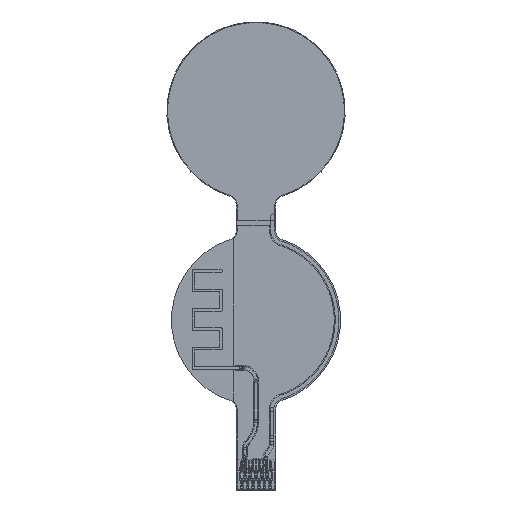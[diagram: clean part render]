
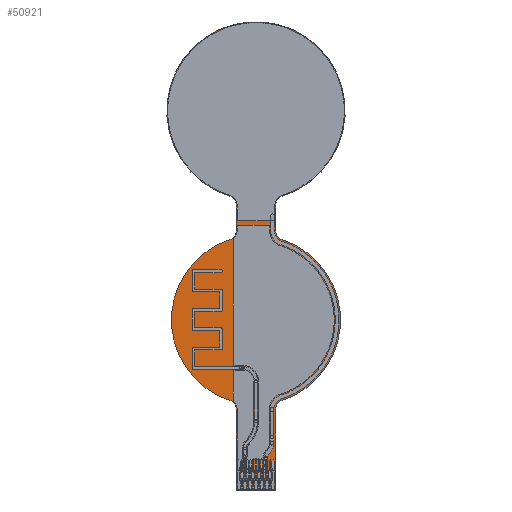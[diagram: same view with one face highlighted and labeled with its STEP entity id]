
A CAD part, top view. The second image highlights one B-rep face of the part: STEP entity #50921.
In plain terms, the highlighted planar face has unit normal (0, 0, 1).
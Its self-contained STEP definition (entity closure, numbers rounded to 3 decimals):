
#49942 = VERTEX_POINT('',#49943);
#49943 = CARTESIAN_POINT('',(4.095,32.286,0.106));
#49949 = EDGE_CURVE('',#49942,#49950,#49952,.T.);
#49950 = VERTEX_POINT('',#49951);
#49951 = CARTESIAN_POINT('',(9.705,32.286,0.106));
#49952 = CIRCLE('',#49953,9.5);
#49953 = AXIS2_PLACEMENT_3D('',#49954,#49955,#49956);
#49954 = CARTESIAN_POINT('',(6.9,41.362,0.106));
#49955 = DIRECTION('',(0.,0.,-1.));
#49956 = DIRECTION('',(-0.295,-0.955,-0.));
#49982 = EDGE_CURVE('',#49950,#49983,#49985,.T.);
#49983 = VERTEX_POINT('',#49984);
#49984 = CARTESIAN_POINT('',(9.,31.33,0.106));
#49985 = CIRCLE('',#49986,1.);
#49986 = AXIS2_PLACEMENT_3D('',#49987,#49988,#49989);
#49987 = CARTESIAN_POINT('',(10.,31.33,0.106));
#49988 = DIRECTION('',(0.,0.,1.));
#49989 = DIRECTION('',(-0.295,0.955,0.));
#50015 = EDGE_CURVE('',#49983,#50016,#50018,.T.);
#50016 = VERTEX_POINT('',#50017);
#50017 = CARTESIAN_POINT('',(9.,31.016,0.106));
#50018 = LINE('',#50019,#50020);
#50019 = CARTESIAN_POINT('',(9.,31.33,0.106));
#50020 = VECTOR('',#50021,1.);
#50021 = DIRECTION('',(0.,-1.,0.));
#50046 = EDGE_CURVE('',#50016,#50047,#50049,.T.);
#50047 = VERTEX_POINT('',#50048);
#50048 = CARTESIAN_POINT('',(9.,29.916,0.106));
#50049 = LINE('',#50050,#50051);
#50050 = CARTESIAN_POINT('',(9.,31.016,0.106));
#50051 = VECTOR('',#50052,1.);
#50052 = DIRECTION('',(0.,-1.,0.));
#50077 = EDGE_CURVE('',#50047,#50078,#50080,.T.);
#50078 = VERTEX_POINT('',#50079);
#50079 = CARTESIAN_POINT('',(9.,28.604,0.106));
#50080 = LINE('',#50081,#50082);
#50081 = CARTESIAN_POINT('',(9.,29.916,0.106));
#50082 = VECTOR('',#50083,1.);
#50083 = DIRECTION('',(0.,-1.,0.));
#50108 = EDGE_CURVE('',#50078,#50109,#50111,.T.);
#50109 = VERTEX_POINT('',#50110);
#50110 = CARTESIAN_POINT('',(9.69,27.653,0.106));
#50111 = CIRCLE('',#50112,1.);
#50112 = AXIS2_PLACEMENT_3D('',#50113,#50114,#50115);
#50113 = CARTESIAN_POINT('',(10.,28.604,0.106));
#50114 = DIRECTION('',(0.,0.,1.));
#50115 = DIRECTION('',(-1.,0.,0.));
#50141 = EDGE_CURVE('',#50109,#50142,#50144,.T.);
#50142 = VERTEX_POINT('',#50143);
#50143 = CARTESIAN_POINT('',(9.69,10.54,0.106));
#50144 = CIRCLE('',#50145,9.);
#50145 = AXIS2_PLACEMENT_3D('',#50146,#50147,#50148);
#50146 = CARTESIAN_POINT('',(6.9,19.096,0.106));
#50147 = DIRECTION('',(0.,0.,-1.));
#50148 = DIRECTION('',(0.31,0.951,0.));
#50174 = EDGE_CURVE('',#50142,#50175,#50177,.T.);
#50175 = VERTEX_POINT('',#50176);
#50176 = CARTESIAN_POINT('',(9.,9.589,0.106));
#50177 = CIRCLE('',#50178,1.);
#50178 = AXIS2_PLACEMENT_3D('',#50179,#50180,#50181);
#50179 = CARTESIAN_POINT('',(10.,9.589,0.106));
#50180 = DIRECTION('',(0.,0.,1.));
#50181 = DIRECTION('',(-0.31,0.951,0.));
#50207 = EDGE_CURVE('',#50175,#50208,#50210,.T.);
#50208 = VERTEX_POINT('',#50209);
#50209 = CARTESIAN_POINT('',(9.,8.277,0.106));
#50210 = LINE('',#50211,#50212);
#50211 = CARTESIAN_POINT('',(9.,9.589,0.106));
#50212 = VECTOR('',#50213,1.);
#50213 = DIRECTION('',(0.,-1.,0.));
#50238 = EDGE_CURVE('',#50208,#50239,#50241,.T.);
#50239 = VERTEX_POINT('',#50240);
#50240 = CARTESIAN_POINT('',(9.,6.743,0.106));
#50241 = LINE('',#50242,#50243);
#50242 = CARTESIAN_POINT('',(9.,8.277,0.106));
#50243 = VECTOR('',#50244,1.);
#50244 = DIRECTION('',(0.,-1.,0.));
#50269 = EDGE_CURVE('',#50239,#50270,#50272,.T.);
#50270 = VERTEX_POINT('',#50271);
#50271 = CARTESIAN_POINT('',(9.,4.607,0.106));
#50272 = LINE('',#50273,#50274);
#50273 = CARTESIAN_POINT('',(9.,6.743,0.106));
#50274 = VECTOR('',#50275,1.);
#50275 = DIRECTION('',(0.,-1.,0.));
#50300 = EDGE_CURVE('',#50270,#50301,#50303,.T.);
#50301 = VERTEX_POINT('',#50302);
#50302 = CARTESIAN_POINT('',(9.,3.75,0.106));
#50303 = LINE('',#50304,#50305);
#50304 = CARTESIAN_POINT('',(9.,4.607,0.106));
#50305 = VECTOR('',#50306,1.);
#50306 = DIRECTION('',(0.,-1.,0.));
#50331 = EDGE_CURVE('',#50301,#50332,#50334,.T.);
#50332 = VERTEX_POINT('',#50333);
#50333 = CARTESIAN_POINT('',(9.,3.205,0.106));
#50334 = LINE('',#50335,#50336);
#50335 = CARTESIAN_POINT('',(9.,3.75,0.106));
#50336 = VECTOR('',#50337,1.);
#50337 = DIRECTION('',(0.,-1.,0.));
#50362 = EDGE_CURVE('',#50332,#50363,#50365,.T.);
#50363 = VERTEX_POINT('',#50364);
#50364 = CARTESIAN_POINT('',(9.,1.,0.106));
#50365 = LINE('',#50366,#50367);
#50366 = CARTESIAN_POINT('',(9.,3.205,0.106));
#50367 = VECTOR('',#50368,1.);
#50368 = DIRECTION('',(0.,-1.,0.));
#50393 = EDGE_CURVE('',#50363,#50394,#50396,.T.);
#50394 = VERTEX_POINT('',#50395);
#50395 = CARTESIAN_POINT('',(4.8,1.,0.106));
#50396 = LINE('',#50397,#50398);
#50397 = CARTESIAN_POINT('',(9.,1.,0.106));
#50398 = VECTOR('',#50399,1.);
#50399 = DIRECTION('',(-1.,0.,0.));
#50424 = EDGE_CURVE('',#50394,#50425,#50427,.T.);
#50425 = VERTEX_POINT('',#50426);
#50426 = CARTESIAN_POINT('',(4.8,3.205,0.106));
#50427 = LINE('',#50428,#50429);
#50428 = CARTESIAN_POINT('',(4.8,1.,0.106));
#50429 = VECTOR('',#50430,1.);
#50430 = DIRECTION('',(0.,1.,0.));
#50455 = EDGE_CURVE('',#50425,#50456,#50458,.T.);
#50456 = VERTEX_POINT('',#50457);
#50457 = CARTESIAN_POINT('',(4.8,3.75,0.106));
#50458 = LINE('',#50459,#50460);
#50459 = CARTESIAN_POINT('',(4.8,3.205,0.106));
#50460 = VECTOR('',#50461,1.);
#50461 = DIRECTION('',(0.,1.,0.));
#50486 = EDGE_CURVE('',#50456,#50487,#50489,.T.);
#50487 = VERTEX_POINT('',#50488);
#50488 = CARTESIAN_POINT('',(4.8,4.607,0.106));
#50489 = LINE('',#50490,#50491);
#50490 = CARTESIAN_POINT('',(4.8,3.75,0.106));
#50491 = VECTOR('',#50492,1.);
#50492 = DIRECTION('',(0.,1.,0.));
#50517 = EDGE_CURVE('',#50487,#50518,#50520,.T.);
#50518 = VERTEX_POINT('',#50519);
#50519 = CARTESIAN_POINT('',(4.8,6.743,0.106));
#50520 = LINE('',#50521,#50522);
#50521 = CARTESIAN_POINT('',(4.8,4.607,0.106));
#50522 = VECTOR('',#50523,1.);
#50523 = DIRECTION('',(0.,1.,0.));
#50548 = EDGE_CURVE('',#50518,#50549,#50551,.T.);
#50549 = VERTEX_POINT('',#50550);
#50550 = CARTESIAN_POINT('',(4.8,8.277,0.106));
#50551 = LINE('',#50552,#50553);
#50552 = CARTESIAN_POINT('',(4.8,6.743,0.106));
#50553 = VECTOR('',#50554,1.);
#50554 = DIRECTION('',(0.,1.,0.));
#50579 = EDGE_CURVE('',#50549,#50580,#50582,.T.);
#50580 = VERTEX_POINT('',#50581);
#50581 = CARTESIAN_POINT('',(4.8,9.589,0.106));
#50582 = LINE('',#50583,#50584);
#50583 = CARTESIAN_POINT('',(4.8,8.277,0.106));
#50584 = VECTOR('',#50585,1.);
#50585 = DIRECTION('',(0.,1.,0.));
#50610 = EDGE_CURVE('',#50580,#50611,#50613,.T.);
#50611 = VERTEX_POINT('',#50612);
#50612 = CARTESIAN_POINT('',(4.8,9.589,0.106));
#50613 = LINE('',#50614,#50615);
#50614 = CARTESIAN_POINT('',(4.8,9.589,0.106));
#50615 = VECTOR('',#50616,1.);
#50616 = DIRECTION('',(-1.,0.,0.));
#50641 = EDGE_CURVE('',#50611,#50642,#50644,.T.);
#50642 = VERTEX_POINT('',#50643);
#50643 = CARTESIAN_POINT('',(4.11,10.54,0.106));
#50644 = CIRCLE('',#50645,1.);
#50645 = AXIS2_PLACEMENT_3D('',#50646,#50647,#50648);
#50646 = CARTESIAN_POINT('',(3.8,9.589,0.106));
#50647 = DIRECTION('',(0.,0.,1.));
#50648 = DIRECTION('',(1.,0.,0.));
#50674 = EDGE_CURVE('',#50642,#50675,#50677,.T.);
#50675 = VERTEX_POINT('',#50676);
#50676 = CARTESIAN_POINT('',(4.11,27.653,0.106));
#50677 = CIRCLE('',#50678,9.);
#50678 = AXIS2_PLACEMENT_3D('',#50679,#50680,#50681);
#50679 = CARTESIAN_POINT('',(6.9,19.096,0.106));
#50680 = DIRECTION('',(0.,0.,-1.));
#50681 = DIRECTION('',(-0.31,-0.951,-0.));
#50707 = EDGE_CURVE('',#50675,#50708,#50710,.T.);
#50708 = VERTEX_POINT('',#50709);
#50709 = CARTESIAN_POINT('',(4.8,28.604,0.106));
#50710 = CIRCLE('',#50711,1.);
#50711 = AXIS2_PLACEMENT_3D('',#50712,#50713,#50714);
#50712 = CARTESIAN_POINT('',(3.8,28.604,0.106));
#50713 = DIRECTION('',(0.,0.,1.));
#50714 = DIRECTION('',(0.31,-0.951,0.));
#50740 = EDGE_CURVE('',#50708,#50741,#50743,.T.);
#50741 = VERTEX_POINT('',#50742);
#50742 = CARTESIAN_POINT('',(4.8,29.916,0.106));
#50743 = LINE('',#50744,#50745);
#50744 = CARTESIAN_POINT('',(4.8,28.604,0.106));
#50745 = VECTOR('',#50746,1.);
#50746 = DIRECTION('',(0.,1.,0.));
#50771 = EDGE_CURVE('',#50741,#50772,#50774,.T.);
#50772 = VERTEX_POINT('',#50773);
#50773 = CARTESIAN_POINT('',(4.8,31.016,0.106));
#50774 = LINE('',#50775,#50776);
#50775 = CARTESIAN_POINT('',(4.8,29.916,0.106));
#50776 = VECTOR('',#50777,1.);
#50777 = DIRECTION('',(0.,1.,0.));
#50802 = EDGE_CURVE('',#50772,#50803,#50805,.T.);
#50803 = VERTEX_POINT('',#50804);
#50804 = CARTESIAN_POINT('',(4.8,31.33,0.106));
#50805 = LINE('',#50806,#50807);
#50806 = CARTESIAN_POINT('',(4.8,31.016,0.106));
#50807 = VECTOR('',#50808,1.);
#50808 = DIRECTION('',(0.,1.,0.));
#50833 = EDGE_CURVE('',#50803,#50834,#50836,.T.);
#50834 = VERTEX_POINT('',#50835);
#50835 = CARTESIAN_POINT('',(4.8,31.33,0.106));
#50836 = LINE('',#50837,#50838);
#50837 = CARTESIAN_POINT('',(4.8,31.33,0.106));
#50838 = VECTOR('',#50839,1.);
#50839 = DIRECTION('',(-1.,0.,0.));
#50864 = EDGE_CURVE('',#50834,#49942,#50865,.T.);
#50865 = CIRCLE('',#50866,1.);
#50866 = AXIS2_PLACEMENT_3D('',#50867,#50868,#50869);
#50867 = CARTESIAN_POINT('',(3.8,31.33,0.106));
#50868 = DIRECTION('',(0.,0.,1.));
#50869 = DIRECTION('',(1.,0.,0.));
#50921 = ADVANCED_FACE('',(#50922),#50954,.T.);
#50922 = FACE_BOUND('',#50923,.F.);
#50923 = EDGE_LOOP('',(#50924,#50925,#50926,#50927,#50928,#50929,#50930,
    #50931,#50932,#50933,#50934,#50935,#50936,#50937,#50938,#50939,
    #50940,#50941,#50942,#50943,#50944,#50945,#50946,#50947,#50948,
    #50949,#50950,#50951,#50952,#50953));
#50924 = ORIENTED_EDGE('',*,*,#49949,.T.);
#50925 = ORIENTED_EDGE('',*,*,#49982,.T.);
#50926 = ORIENTED_EDGE('',*,*,#50015,.T.);
#50927 = ORIENTED_EDGE('',*,*,#50046,.T.);
#50928 = ORIENTED_EDGE('',*,*,#50077,.T.);
#50929 = ORIENTED_EDGE('',*,*,#50108,.T.);
#50930 = ORIENTED_EDGE('',*,*,#50141,.T.);
#50931 = ORIENTED_EDGE('',*,*,#50174,.T.);
#50932 = ORIENTED_EDGE('',*,*,#50207,.T.);
#50933 = ORIENTED_EDGE('',*,*,#50238,.T.);
#50934 = ORIENTED_EDGE('',*,*,#50269,.T.);
#50935 = ORIENTED_EDGE('',*,*,#50300,.T.);
#50936 = ORIENTED_EDGE('',*,*,#50331,.T.);
#50937 = ORIENTED_EDGE('',*,*,#50362,.T.);
#50938 = ORIENTED_EDGE('',*,*,#50393,.T.);
#50939 = ORIENTED_EDGE('',*,*,#50424,.T.);
#50940 = ORIENTED_EDGE('',*,*,#50455,.T.);
#50941 = ORIENTED_EDGE('',*,*,#50486,.T.);
#50942 = ORIENTED_EDGE('',*,*,#50517,.T.);
#50943 = ORIENTED_EDGE('',*,*,#50548,.T.);
#50944 = ORIENTED_EDGE('',*,*,#50579,.T.);
#50945 = ORIENTED_EDGE('',*,*,#50610,.T.);
#50946 = ORIENTED_EDGE('',*,*,#50641,.T.);
#50947 = ORIENTED_EDGE('',*,*,#50674,.T.);
#50948 = ORIENTED_EDGE('',*,*,#50707,.T.);
#50949 = ORIENTED_EDGE('',*,*,#50740,.T.);
#50950 = ORIENTED_EDGE('',*,*,#50771,.T.);
#50951 = ORIENTED_EDGE('',*,*,#50802,.T.);
#50952 = ORIENTED_EDGE('',*,*,#50833,.T.);
#50953 = ORIENTED_EDGE('',*,*,#50864,.T.);
#50954 = PLANE('',#50955);
#50955 = AXIS2_PLACEMENT_3D('',#50956,#50957,#50958);
#50956 = CARTESIAN_POINT('',(0.,0.,0.106));
#50957 = DIRECTION('',(0.,0.,1.));
#50958 = DIRECTION('',(1.,0.,-0.));
